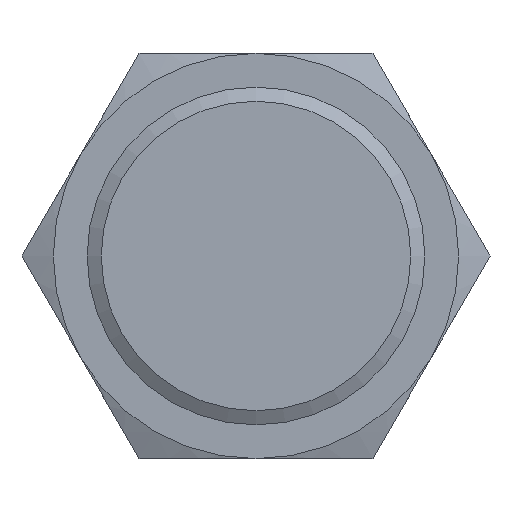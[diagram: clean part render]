
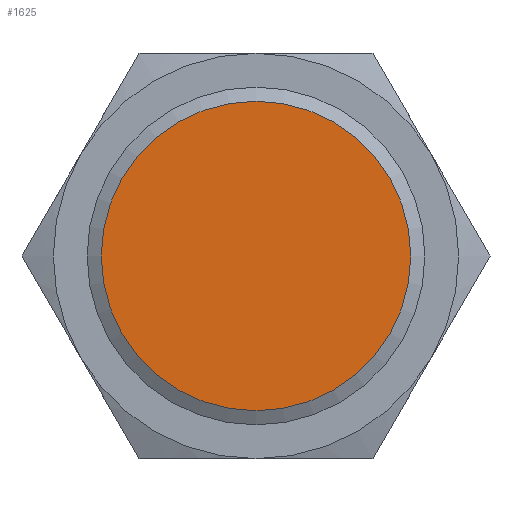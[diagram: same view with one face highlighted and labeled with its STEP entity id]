
A CAD part, left-side view. The second image highlights one B-rep face of the part: STEP entity #1625.
In plain terms, the highlighted planar face has unit normal (-1, 0, 0).
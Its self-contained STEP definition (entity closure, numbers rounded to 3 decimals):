
#68=PLANE('',#1753);
#153=CIRCLE('',#1754,13.75);
#396=ORIENTED_EDGE('',*,*,#573,.F.);
#573=EDGE_CURVE('',#674,#674,#153,.T.);
#674=VERTEX_POINT('',#2625);
#827=EDGE_LOOP('',(#396));
#942=FACE_BOUND('',#827,.T.);
#1625=ADVANCED_FACE('',(#942),#68,.F.);
#1753=AXIS2_PLACEMENT_3D('',#2623,#2015,#2016);
#1754=AXIS2_PLACEMENT_3D('',#2624,#2017,#2018);
#2015=DIRECTION('',(1.,0.,0.));
#2016=DIRECTION('',(0.,0.,-1.));
#2017=DIRECTION('',(1.,0.,0.));
#2018=DIRECTION('',(0.,0.,-1.));
#2623=CARTESIAN_POINT('',(0.,0.,0.));
#2624=CARTESIAN_POINT('',(0.,0.,0.));
#2625=CARTESIAN_POINT('',(0.,0.,-13.75));
